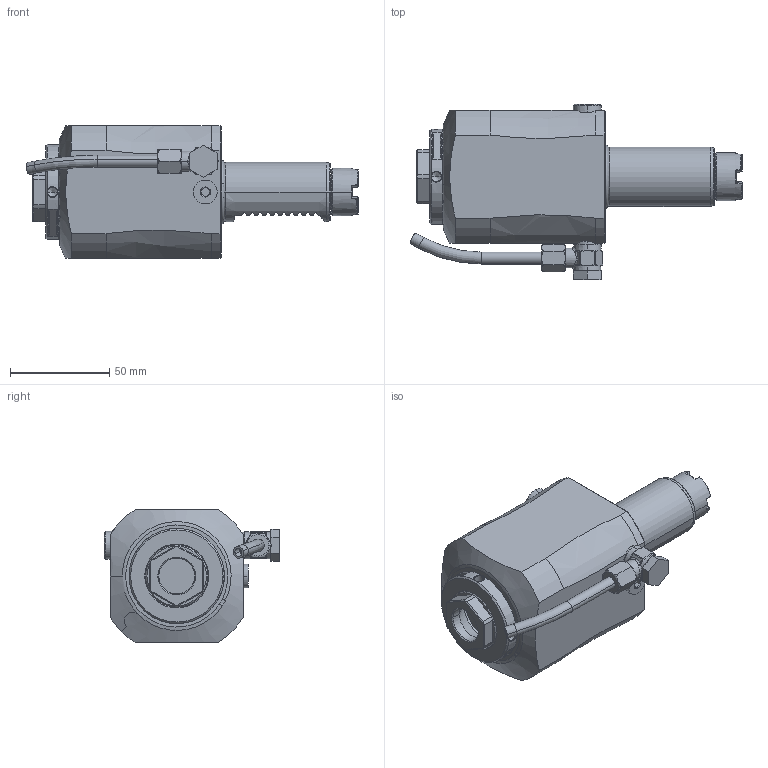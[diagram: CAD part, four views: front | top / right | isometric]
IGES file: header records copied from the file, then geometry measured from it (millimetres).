
Start section:  PTC IGES file: ngt1_30_155_25_3hdja.igs
Global section: file name: ngt1_30_155_25_3hdja.igs; native system: Pro/ENGINEER by Parametric Technology Corporation; preprocessor: 2010280; author: vali; organization: Unknown; date: 20220525.121945; units: millimetre
Bounding box: 167.33 x 88.4 x 67 mm (x, y, z)
Volume: 394757.4 mm3; surface area: 42882.1 mm2
Topology: 2 solids, 3 shells, 417 faces, 1034 edges, 637 vertices
Faces by surface type: bspline 209, revolution 208
